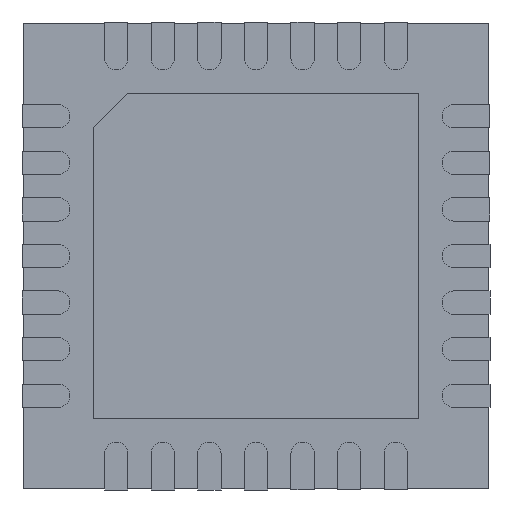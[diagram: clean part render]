
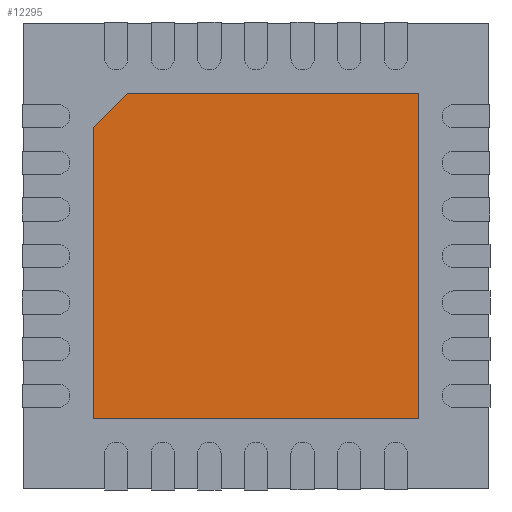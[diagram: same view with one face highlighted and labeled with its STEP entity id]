
A CAD part, front view. The second image highlights one B-rep face of the part: STEP entity #12295.
In plain terms, the highlighted planar face has unit normal (0, -1, 0).
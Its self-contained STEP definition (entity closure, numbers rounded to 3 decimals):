
#210 = VERTEX_POINT ( 'NONE', #8264 ) ;
#249 = CARTESIAN_POINT ( 'NONE',  ( 1.4, -0.02, 1.4 ) ) ;
#334 = CARTESIAN_POINT ( 'NONE',  ( -1.1, -0.02, 1.4 ) ) ;
#343 = VERTEX_POINT ( 'NONE', #9738 ) ;
#833 = ORIENTED_EDGE ( 'NONE', *, *, #6126, .T. ) ;
#1083 = ORIENTED_EDGE ( 'NONE', *, *, #4616, .T. ) ;
#1131 = CARTESIAN_POINT ( 'NONE',  ( 0., -0.02, 0. ) ) ;
#1207 = VECTOR ( 'NONE', #9238, 1000. ) ;
#1263 = DIRECTION ( 'NONE',  ( 1., 0., 0. ) ) ;
#1410 = VECTOR ( 'NONE', #2822, 1000. ) ;
#1860 = VERTEX_POINT ( 'NONE', #12277 ) ;
#2105 = EDGE_CURVE ( 'NONE', #10419, #11549, #9166, .T. ) ;
#2114 = ORIENTED_EDGE ( 'NONE', *, *, #2105, .T. ) ;
#2422 = CARTESIAN_POINT ( 'NONE',  ( 1.4, -0.02, 1.4 ) ) ;
#2683 = LINE ( 'NONE', #12599, #1410 ) ;
#2822 = DIRECTION ( 'NONE',  ( -0.707, 0., -0.707 ) ) ;
#3371 = LINE ( 'NONE', #2422, #11797 ) ;
#3407 = DIRECTION ( 'NONE',  ( 0., 0., -1. ) ) ;
#3759 = DIRECTION ( 'NONE',  ( 0., -1., 0. ) ) ;
#3765 = ORIENTED_EDGE ( 'NONE', *, *, #10056, .T. ) ;
#4616 = EDGE_CURVE ( 'NONE', #210, #10419, #3371, .T. ) ;
#5878 = PLANE ( 'NONE',  #11389 ) ;
#6024 = FACE_OUTER_BOUND ( 'NONE', #6077, .T. ) ;
#6077 = EDGE_LOOP ( 'NONE', ( #1083, #2114, #833, #11043, #3765 ) ) ;
#6126 = EDGE_CURVE ( 'NONE', #11549, #343, #2683, .T. ) ;
#6353 = DIRECTION ( 'NONE',  ( 0., 0., 1. ) ) ;
#6504 = CARTESIAN_POINT ( 'NONE',  ( -1.1, -0.02, 1.4 ) ) ;
#7008 = DIRECTION ( 'NONE',  ( 0., 0., -1. ) ) ;
#8264 = CARTESIAN_POINT ( 'NONE',  ( 1.4, -0.02, -1.4 ) ) ;
#9166 = LINE ( 'NONE', #334, #1207 ) ;
#9238 = DIRECTION ( 'NONE',  ( -1., 0., 0. ) ) ;
#9738 = CARTESIAN_POINT ( 'NONE',  ( -1.4, -0.02, 1.1 ) ) ;
#10056 = EDGE_CURVE ( 'NONE', #1860, #210, #10810, .T. ) ;
#10419 = VERTEX_POINT ( 'NONE', #249 ) ;
#10810 = LINE ( 'NONE', #10998, #12260 ) ;
#10998 = CARTESIAN_POINT ( 'NONE',  ( -1.4, -0.02, -1.4 ) ) ;
#11043 = ORIENTED_EDGE ( 'NONE', *, *, #11843, .T. ) ;
#11349 = LINE ( 'NONE', #12207, #12119 ) ;
#11389 = AXIS2_PLACEMENT_3D ( 'NONE', #1131, #3759, #7008 ) ;
#11549 = VERTEX_POINT ( 'NONE', #6504 ) ;
#11797 = VECTOR ( 'NONE', #6353, 1000. ) ;
#11843 = EDGE_CURVE ( 'NONE', #343, #1860, #11349, .T. ) ;
#12119 = VECTOR ( 'NONE', #3407, 1000. ) ;
#12207 = CARTESIAN_POINT ( 'NONE',  ( -1.4, -0.02, 1.1 ) ) ;
#12260 = VECTOR ( 'NONE', #1263, 1000. ) ;
#12277 = CARTESIAN_POINT ( 'NONE',  ( -1.4, -0.02, -1.4 ) ) ;
#12295 = ADVANCED_FACE ( 'NONE', ( #6024 ), #5878, .T. ) ;
#12599 = CARTESIAN_POINT ( 'NONE',  ( -1.1, -0.02, 1.4 ) ) ;
